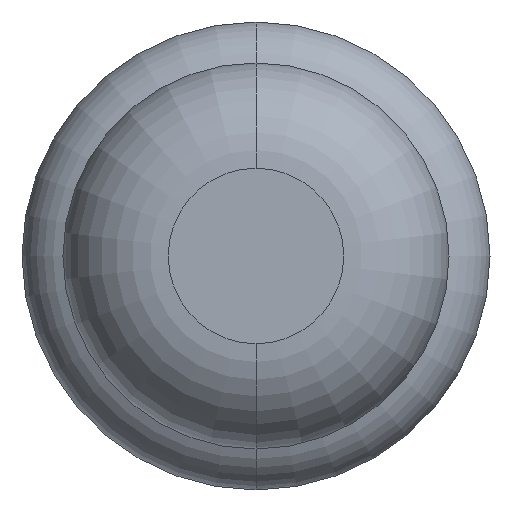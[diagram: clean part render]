
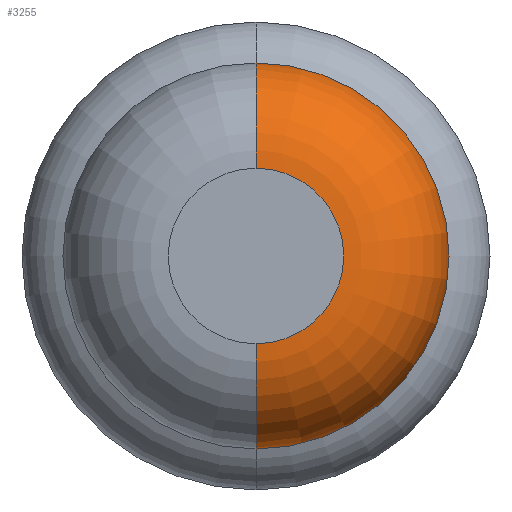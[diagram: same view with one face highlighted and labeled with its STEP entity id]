
A CAD part, front view. The second image highlights one B-rep face of the part: STEP entity #3255.
In plain terms, the highlighted toroidal (fillet/blend) face has major radius 0.375 mm and minor radius 0.45 mm.
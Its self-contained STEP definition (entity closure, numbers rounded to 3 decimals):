
#17 = EDGE_CURVE ( 'NONE', #955, #1008, #3421, .T. ) ;
#204 = CARTESIAN_POINT ( 'NONE',  ( 0., -26.95, 0. ) ) ;
#259 = CIRCLE ( 'NONE', #743, 0.825 ) ;
#298 = TOROIDAL_SURFACE ( 'NONE', #1039, 0.375, 0.45 ) ;
#574 = AXIS2_PLACEMENT_3D ( 'NONE', #1154, #1169, #1470 ) ;
#743 = AXIS2_PLACEMENT_3D ( 'NONE', #3313, #3023, #1021 ) ;
#955 = VERTEX_POINT ( 'NONE', #2479 ) ;
#990 = CIRCLE ( 'NONE', #1481, 0.45 ) ;
#1001 = CARTESIAN_POINT ( 'NONE',  ( 0., -26.95, -0.375 ) ) ;
#1008 = VERTEX_POINT ( 'NONE', #2858 ) ;
#1021 = DIRECTION ( 'NONE',  ( 0., 0., 1. ) ) ;
#1039 = AXIS2_PLACEMENT_3D ( 'NONE', #204, #1704, #3467 ) ;
#1079 = CARTESIAN_POINT ( 'NONE',  ( 0., -26.95, 0.375 ) ) ;
#1154 = CARTESIAN_POINT ( 'NONE',  ( 0., -27.4, 0. ) ) ;
#1169 = DIRECTION ( 'NONE',  ( 0., 1., 0. ) ) ;
#1470 = DIRECTION ( 'NONE',  ( 0., 0., 1. ) ) ;
#1481 = AXIS2_PLACEMENT_3D ( 'NONE', #1079, #1908, #3680 ) ;
#1704 = DIRECTION ( 'NONE',  ( 0., 1., 0. ) ) ;
#1772 = AXIS2_PLACEMENT_3D ( 'NONE', #1001, #3607, #2138 ) ;
#1908 = DIRECTION ( 'NONE',  ( -1., 0., 0. ) ) ;
#2036 = EDGE_CURVE ( 'NONE', #2657, #2576, #990, .T. ) ;
#2056 = ORIENTED_EDGE ( 'NONE', *, *, #17, .T. ) ;
#2138 = DIRECTION ( 'NONE',  ( 0., 0., -1. ) ) ;
#2361 = EDGE_LOOP ( 'NONE', ( #3080, #2056, #3647, #3005 ) ) ;
#2430 = EDGE_CURVE ( 'Defeature ausgef�hrt1_37+Defeature ausgef�hrt1_36+Defeature ausgef�hrt1_36+Defeature ausgef�hrt1_36', #2576, #1008, #259, .T. ) ;
#2479 = CARTESIAN_POINT ( 'NONE',  ( 0., -27.4, -0.375 ) ) ;
#2576 = VERTEX_POINT ( 'NONE', #2840 ) ;
#2657 = VERTEX_POINT ( 'NONE', #2898 ) ;
#2668 = CIRCLE ( 'NONE', #574, 0.375 ) ;
#2776 = EDGE_CURVE ( 'Defeature ausgef�hrt1_36+Defeature ausgef�hrt1_35+Defeature ausgef�hrt1_35+Defeature ausgef�hrt1_35', #2657, #955, #2668, .T. ) ;
#2840 = CARTESIAN_POINT ( 'NONE',  ( 0., -26.95, 0.825 ) ) ;
#2858 = CARTESIAN_POINT ( 'NONE',  ( 0., -26.95, -0.825 ) ) ;
#2898 = CARTESIAN_POINT ( 'NONE',  ( 0., -27.4, 0.375 ) ) ;
#3005 = ORIENTED_EDGE ( 'NONE', *, *, #2036, .F. ) ;
#3023 = DIRECTION ( 'NONE',  ( 0., 1., 0. ) ) ;
#3080 = ORIENTED_EDGE ( 'NONE', *, *, #2776, .T. ) ;
#3255 = ADVANCED_FACE ( 'Defeature ausgef�hrt1_36', ( #3402 ), #298, .T. ) ;
#3313 = CARTESIAN_POINT ( 'NONE',  ( 0., -26.95, 0. ) ) ;
#3402 = FACE_OUTER_BOUND ( 'NONE', #2361, .T. ) ;
#3421 = CIRCLE ( 'NONE', #1772, 0.45 ) ;
#3467 = DIRECTION ( 'NONE',  ( 0., 0., 1. ) ) ;
#3607 = DIRECTION ( 'NONE',  ( 1., 0., 0. ) ) ;
#3647 = ORIENTED_EDGE ( 'NONE', *, *, #2430, .F. ) ;
#3680 = DIRECTION ( 'NONE',  ( 0., 0., 1. ) ) ;
